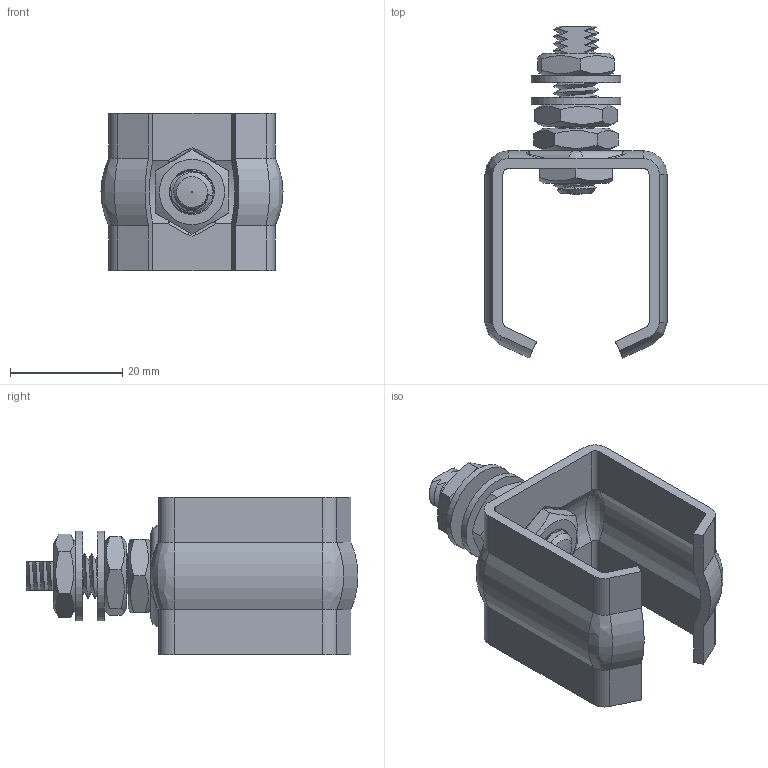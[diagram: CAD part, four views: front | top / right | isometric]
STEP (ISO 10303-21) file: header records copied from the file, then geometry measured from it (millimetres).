
FILE_DESCRIPTION((''),'2;1');
FILE_NAME('2521.stp','2012-02-28T17:07:46',('Marc'),(''),'Autodesk Inventor 2011','Autodesk Inventor 2011','');
FILE_SCHEMA(('AUTOMOTIVE_DESIGN { 1 0 10303 214 1 1 1 1 }'));
Length unit declared in the file: millimetre
Products named in the file (1): Pièce13
Bounding box: 32.4 x 59.1 x 28 mm (x, y, z)
Volume: 8168.3 mm3; surface area: 8913.4 mm2
Topology: 1 solids, 1 shells, 219 faces, 590 edges, 365 vertices
Faces by surface type: plane 76, cylinder 70, bspline 43, cone 22, torus 8
Full cylindrical faces by diameter (mm): 8.2 x3, 16 x2
Entity records: 10560 total; most frequent: CARTESIAN_POINT 5503, ORIENTED_EDGE 1084, DIRECTION 874, EDGE_CURVE 542, VERTEX_POINT 352, AXIS2_PLACEMENT_3D 348, EDGE_LOOP 254, STYLED_ITEM 218
